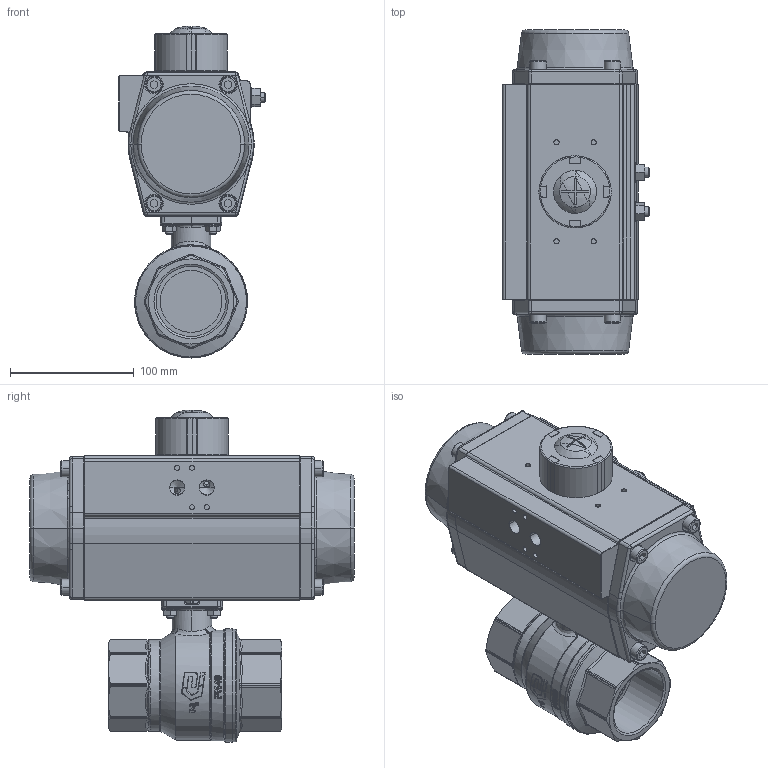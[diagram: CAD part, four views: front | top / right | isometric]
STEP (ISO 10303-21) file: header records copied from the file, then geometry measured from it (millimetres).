
FILE_DESCRIPTION(('HOOPS Exchange Step'),'2;1');
FILE_NAME('PK0101_DN50.stp','2025-03-25T09:10:01+01:00',('nieru'),('Unknown organisation'),'HOOPS Exchange 2024.2','HOOPS Exchange','Unknown authorisation');
FILE_SCHEMA( ('AP203_CONFIGURATION_CONTROLLED_3D_DESIGN_OF_MECHANICAL_PARTS_AND_ASSEMBLIES_MIM_LF') );
Length unit declared in the file: millimetre
Products named in the file (5): 0; root
Assembly tree (4 placements, depth 3):
  root
    0
      0
      0
      0
Bounding box: 118.5 x 262 x 268.44 mm (x, y, z)
Volume: 2055682.4 mm3; surface area: 321187.3 mm2
Topology: 34 solids, 34 shells, 2427 faces, 5865 edges, 3543 vertices
Faces by surface type: bspline 962, cylinder 559, plane 520, torus 238, cone 104, sphere 44
Full cylindrical faces by diameter (mm): 5 x4, 6 x4, 6.8 x1, 50 x2, 56.656 x1, 56.66 x1, 74 x1, 91 x1
Entity records: 159251 total; most frequent: CARTESIAN_POINT 108002, ORIENTED_EDGE 11650, DIRECTION 8833, EDGE_CURVE 5825, AXIS2_PLACEMENT_3D 3591, VERTEX_POINT 3545, EDGE_LOOP 2554, FACE_BOUND 2554
